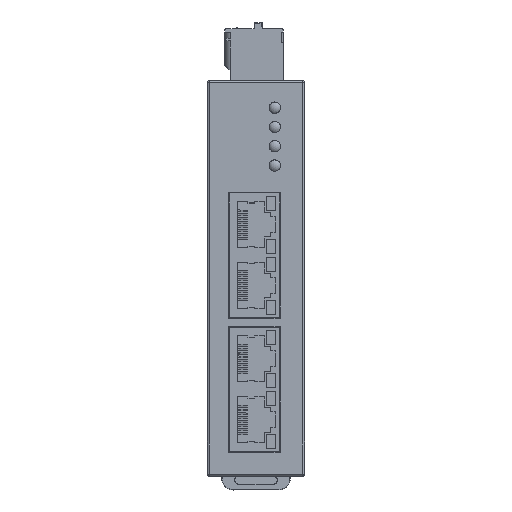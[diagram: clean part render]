
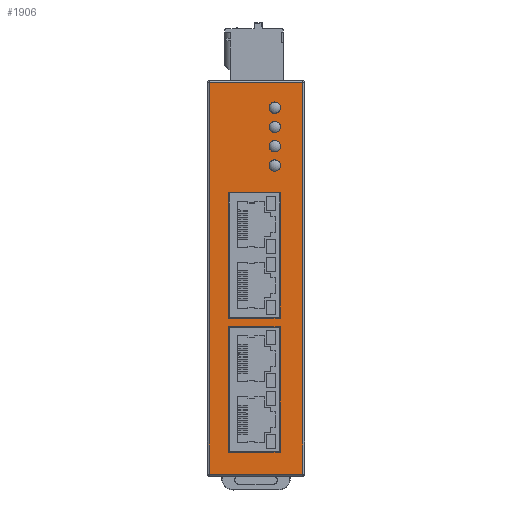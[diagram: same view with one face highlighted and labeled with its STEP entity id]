
A CAD part, top view. The second image highlights one B-rep face of the part: STEP entity #1906.
In plain terms, the highlighted planar face has unit normal (0, 0, 1).
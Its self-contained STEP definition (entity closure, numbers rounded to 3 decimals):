
#690=FACE_BOUND('',#4911,.T.);
#691=FACE_BOUND('',#4912,.T.);
#692=FACE_BOUND('',#4913,.T.);
#693=FACE_BOUND('',#4914,.T.);
#694=FACE_BOUND('',#4915,.T.);
#695=FACE_BOUND('',#4916,.T.);
#696=FACE_BOUND('',#4917,.T.);
#1157=CIRCLE('',#21356,1.478);
#1158=CIRCLE('',#21357,1.478);
#1159=CIRCLE('',#21358,1.478);
#1160=CIRCLE('',#21359,1.478);
#1906=ADVANCED_FACE('',(#690,#691,#692,#693,#694,#695,#696),#2768,.T.);
#2768=PLANE('',#21360);
#4911=EDGE_LOOP('',(#9224,#9225,#9226,#9227));
#4912=EDGE_LOOP('',(#9228,#9229,#9230,#9231));
#4913=EDGE_LOOP('',(#9232));
#4914=EDGE_LOOP('',(#9233));
#4915=EDGE_LOOP('',(#9234));
#4916=EDGE_LOOP('',(#9235));
#4917=EDGE_LOOP('',(#9236,#9237,#9238,#9239));
#9224=ORIENTED_EDGE('',*,*,#14951,.T.);
#9225=ORIENTED_EDGE('',*,*,#14952,.T.);
#9226=ORIENTED_EDGE('',*,*,#14953,.T.);
#9227=ORIENTED_EDGE('',*,*,#14954,.F.);
#9228=ORIENTED_EDGE('',*,*,#14955,.T.);
#9229=ORIENTED_EDGE('',*,*,#14956,.T.);
#9230=ORIENTED_EDGE('',*,*,#14957,.T.);
#9231=ORIENTED_EDGE('',*,*,#14958,.F.);
#9232=ORIENTED_EDGE('',*,*,#14959,.T.);
#9233=ORIENTED_EDGE('',*,*,#14960,.T.);
#9234=ORIENTED_EDGE('',*,*,#14961,.T.);
#9235=ORIENTED_EDGE('',*,*,#14962,.T.);
#9236=ORIENTED_EDGE('',*,*,#14963,.T.);
#9237=ORIENTED_EDGE('',*,*,#14964,.T.);
#9238=ORIENTED_EDGE('',*,*,#14965,.T.);
#9239=ORIENTED_EDGE('',*,*,#14966,.T.);
#12390=VERTEX_POINT('',#31682);
#12391=VERTEX_POINT('',#31683);
#12392=VERTEX_POINT('',#31685);
#12393=VERTEX_POINT('',#31687);
#12394=VERTEX_POINT('',#31690);
#12395=VERTEX_POINT('',#31691);
#12396=VERTEX_POINT('',#31693);
#12397=VERTEX_POINT('',#31695);
#12398=VERTEX_POINT('',#31698);
#12399=VERTEX_POINT('',#31700);
#12400=VERTEX_POINT('',#31702);
#12401=VERTEX_POINT('',#31704);
#12402=VERTEX_POINT('',#31706);
#12403=VERTEX_POINT('',#31707);
#12404=VERTEX_POINT('',#31709);
#12405=VERTEX_POINT('',#31711);
#14951=EDGE_CURVE('',#12390,#12391,#17358,.T.);
#14952=EDGE_CURVE('',#12391,#12392,#17359,.T.);
#14953=EDGE_CURVE('',#12392,#12393,#17360,.T.);
#14954=EDGE_CURVE('',#12390,#12393,#17361,.T.);
#14955=EDGE_CURVE('',#12394,#12395,#17362,.T.);
#14956=EDGE_CURVE('',#12395,#12396,#17363,.T.);
#14957=EDGE_CURVE('',#12396,#12397,#17364,.T.);
#14958=EDGE_CURVE('',#12394,#12397,#17365,.T.);
#14959=EDGE_CURVE('',#12398,#12398,#1157,.T.);
#14960=EDGE_CURVE('',#12399,#12399,#1158,.T.);
#14961=EDGE_CURVE('',#12400,#12400,#1159,.T.);
#14962=EDGE_CURVE('',#12401,#12401,#1160,.T.);
#14963=EDGE_CURVE('',#12402,#12403,#17366,.T.);
#14964=EDGE_CURVE('',#12403,#12404,#17367,.T.);
#14965=EDGE_CURVE('',#12404,#12405,#17368,.T.);
#14966=EDGE_CURVE('',#12405,#12402,#17369,.T.);
#17358=LINE('',#31681,#19533);
#17359=LINE('',#31684,#19534);
#17360=LINE('',#31686,#19535);
#17361=LINE('',#31688,#19536);
#17362=LINE('',#31689,#19537);
#17363=LINE('',#31692,#19538);
#17364=LINE('',#31694,#19539);
#17365=LINE('',#31696,#19540);
#17366=LINE('',#31705,#19541);
#17367=LINE('',#31708,#19542);
#17368=LINE('',#31710,#19543);
#17369=LINE('',#31712,#19544);
#19533=VECTOR('',#25454,1.);
#19534=VECTOR('',#25455,1.);
#19535=VECTOR('',#25456,1.);
#19536=VECTOR('',#25457,1.);
#19537=VECTOR('',#25458,1.);
#19538=VECTOR('',#25459,1.);
#19539=VECTOR('',#25460,1.);
#19540=VECTOR('',#25461,1.);
#19541=VECTOR('',#25470,1.);
#19542=VECTOR('',#25471,1.);
#19543=VECTOR('',#25472,1.);
#19544=VECTOR('',#25473,1.);
#21356=AXIS2_PLACEMENT_3D('',#31697,#25462,#25463);
#21357=AXIS2_PLACEMENT_3D('',#31699,#25464,#25465);
#21358=AXIS2_PLACEMENT_3D('',#31701,#25466,#25467);
#21359=AXIS2_PLACEMENT_3D('',#31703,#25468,#25469);
#21360=AXIS2_PLACEMENT_3D('',#31713,#25474,#25475);
#25454=DIRECTION('',(0.,-1.,0.));
#25455=DIRECTION('',(-1.,0.,0.));
#25456=DIRECTION('',(0.,1.,0.));
#25457=DIRECTION('',(-1.,0.,0.));
#25458=DIRECTION('',(0.,-1.,0.));
#25459=DIRECTION('',(-1.,0.,0.));
#25460=DIRECTION('',(0.,1.,0.));
#25461=DIRECTION('',(-1.,0.,0.));
#25462=DIRECTION('',(0.,0.,-1.));
#25463=DIRECTION('',(1.,0.,0.));
#25464=DIRECTION('',(0.,0.,-1.));
#25465=DIRECTION('',(1.,0.,0.));
#25466=DIRECTION('',(0.,0.,-1.));
#25467=DIRECTION('',(1.,0.,0.));
#25468=DIRECTION('',(0.,0.,-1.));
#25469=DIRECTION('',(1.,0.,0.));
#25470=DIRECTION('',(1.,0.,0.));
#25471=DIRECTION('',(0.,1.,0.));
#25472=DIRECTION('',(-1.,0.,0.));
#25473=DIRECTION('',(0.,-1.,0.));
#25474=DIRECTION('',(0.,0.,1.));
#25475=DIRECTION('',(0.,1.,0.));
#31681=CARTESIAN_POINT('',(-212.587,152.365,163.3));
#31682=CARTESIAN_POINT('',(-212.587,139.84,163.3));
#31683=CARTESIAN_POINT('',(-212.587,107.26,163.3));
#31684=CARTESIAN_POINT('',(-218.827,107.26,163.3));
#31685=CARTESIAN_POINT('',(-225.967,107.26,163.3));
#31686=CARTESIAN_POINT('',(-225.967,152.365,163.3));
#31687=CARTESIAN_POINT('',(-225.967,139.84,163.3));
#31688=CARTESIAN_POINT('',(-206.227,139.84,163.3));
#31689=CARTESIAN_POINT('',(-212.587,152.365,163.3));
#31690=CARTESIAN_POINT('',(-212.587,174.64,163.3));
#31691=CARTESIAN_POINT('',(-212.587,142.06,163.3));
#31692=CARTESIAN_POINT('',(-218.827,142.06,163.3));
#31693=CARTESIAN_POINT('',(-225.967,142.06,163.3));
#31694=CARTESIAN_POINT('',(-225.967,152.365,163.3));
#31695=CARTESIAN_POINT('',(-225.967,174.64,163.3));
#31696=CARTESIAN_POINT('',(-206.227,174.64,163.3));
#31697=CARTESIAN_POINT('',(-213.947,181.617,163.3));
#31698=CARTESIAN_POINT('',(-212.469,181.617,163.3));
#31699=CARTESIAN_POINT('',(-213.947,186.617,163.3));
#31700=CARTESIAN_POINT('',(-212.469,186.617,163.3));
#31701=CARTESIAN_POINT('',(-213.947,191.617,163.3));
#31702=CARTESIAN_POINT('',(-212.469,191.617,163.3));
#31703=CARTESIAN_POINT('',(-213.947,196.617,163.3));
#31704=CARTESIAN_POINT('',(-212.469,196.617,163.3));
#31705=CARTESIAN_POINT('',(-206.227,101.614,163.3));
#31706=CARTESIAN_POINT('',(-230.927,101.614,163.3));
#31707=CARTESIAN_POINT('',(-206.727,101.614,163.3));
#31708=CARTESIAN_POINT('',(-206.727,203.117,163.3));
#31709=CARTESIAN_POINT('',(-206.727,203.117,163.3));
#31710=CARTESIAN_POINT('',(-207.652,203.117,163.3));
#31711=CARTESIAN_POINT('',(-230.927,203.117,163.3));
#31712=CARTESIAN_POINT('',(-230.927,101.214,163.3));
#31713=CARTESIAN_POINT('',(-206.227,101.214,163.3));
